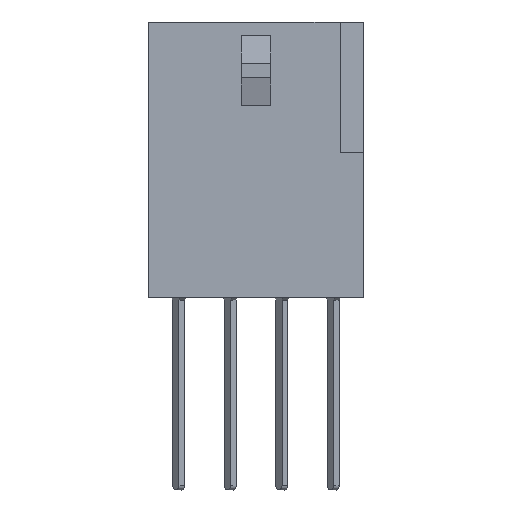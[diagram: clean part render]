
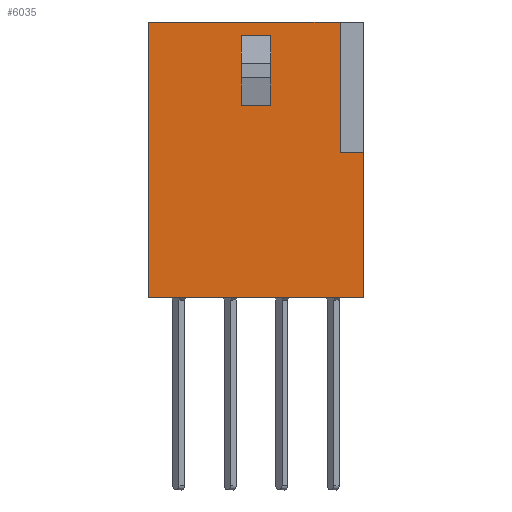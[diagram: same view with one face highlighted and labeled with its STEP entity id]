
A CAD part, top view. The second image highlights one B-rep face of the part: STEP entity #6035.
In plain terms, the highlighted planar face has unit normal (0, 0, 1).
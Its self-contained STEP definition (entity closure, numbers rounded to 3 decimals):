
#106 = CARTESIAN_POINT ( 'NONE',  ( 4.801, 8.992, 2.54 ) ) ;
#144 = ORIENTED_EDGE ( 'NONE', *, *, #5643, .F. ) ;
#213 = ORIENTED_EDGE ( 'NONE', *, *, #879, .F. ) ;
#215 = CARTESIAN_POINT ( 'NONE',  ( 12.408, 0., 2.54 ) ) ;
#273 = VERTEX_POINT ( 'NONE', #4477 ) ;
#288 = CARTESIAN_POINT ( 'NONE',  ( 7.087, 8.992, 2.54 ) ) ;
#300 = CARTESIAN_POINT ( 'NONE',  ( 14.211, 0., 2.54 ) ) ;
#381 = VECTOR ( 'NONE', #6846, 1000. ) ;
#436 = LINE ( 'NONE', #2628, #5842 ) ;
#469 = VERTEX_POINT ( 'NONE', #971 ) ;
#522 = CARTESIAN_POINT ( 'NONE',  ( -2.324, -11.176, 2.54 ) ) ;
#540 = VERTEX_POINT ( 'NONE', #300 ) ;
#571 = LINE ( 'NONE', #3119, #4777 ) ;
#601 = FACE_BOUND ( 'NONE', #2887, .T. ) ;
#650 = EDGE_CURVE ( 'NONE', #1784, #4451, #571, .T. ) ;
#692 = VECTOR ( 'NONE', #2905, 1000. ) ;
#790 = EDGE_LOOP ( 'NONE', ( #6320, #144, #3572, #5404, #3618, #6826 ) ) ;
#879 = EDGE_CURVE ( 'NONE', #6226, #1565, #3769, .T. ) ;
#971 = CARTESIAN_POINT ( 'NONE',  ( 14.211, -11.176, 2.54 ) ) ;
#1104 = VERTEX_POINT ( 'NONE', #5275 ) ;
#1346 = EDGE_CURVE ( 'NONE', #1104, #1565, #5551, .T. ) ;
#1354 = VECTOR ( 'NONE', #5561, 1000. ) ;
#1449 = CARTESIAN_POINT ( 'NONE',  ( 12.408, 10.033, 2.54 ) ) ;
#1565 = VERTEX_POINT ( 'NONE', #3872 ) ;
#1784 = VERTEX_POINT ( 'NONE', #6974 ) ;
#1790 = LINE ( 'NONE', #3865, #1354 ) ;
#2034 = FACE_OUTER_BOUND ( 'NONE', #790, .T. ) ;
#2145 = EDGE_CURVE ( 'NONE', #2743, #1784, #3404, .T. ) ;
#2361 = CARTESIAN_POINT ( 'NONE',  ( 9.32, 3.608, 2.54 ) ) ;
#2445 = CARTESIAN_POINT ( 'NONE',  ( 9.32, 8.991, 2.54 ) ) ;
#2628 = CARTESIAN_POINT ( 'NONE',  ( 14.211, -11.176, 2.54 ) ) ;
#2639 = VERTEX_POINT ( 'NONE', #215 ) ;
#2700 = DIRECTION ( 'NONE',  ( 0., 0., 1. ) ) ;
#2706 = DIRECTION ( 'NONE',  ( 0., 1., 0. ) ) ;
#2719 = EDGE_CURVE ( 'NONE', #273, #6226, #4659, .T. ) ;
#2743 = VERTEX_POINT ( 'NONE', #2943 ) ;
#2761 = CARTESIAN_POINT ( 'NONE',  ( -2.324, -11.176, 2.54 ) ) ;
#2887 = EDGE_LOOP ( 'NONE', ( #5032, #213, #4791, #6493 ) ) ;
#2905 = DIRECTION ( 'NONE',  ( 0., 1., 0. ) ) ;
#2943 = CARTESIAN_POINT ( 'NONE',  ( -2.324, -11.176, 2.54 ) ) ;
#3119 = CARTESIAN_POINT ( 'NONE',  ( -2.324, 10.033, 2.54 ) ) ;
#3191 = VECTOR ( 'NONE', #3340, 1000. ) ;
#3309 = VECTOR ( 'NONE', #2706, 1000. ) ;
#3340 = DIRECTION ( 'NONE',  ( 0., -1., 0. ) ) ;
#3404 = LINE ( 'NONE', #4371, #3309 ) ;
#3572 = ORIENTED_EDGE ( 'NONE', *, *, #650, .F. ) ;
#3618 = ORIENTED_EDGE ( 'NONE', *, *, #5575, .T. ) ;
#3769 = LINE ( 'NONE', #106, #6943 ) ;
#3855 = DIRECTION ( 'NONE',  ( 0., -1., 0. ) ) ;
#3865 = CARTESIAN_POINT ( 'NONE',  ( -2.324, 0., 2.54 ) ) ;
#3872 = CARTESIAN_POINT ( 'NONE',  ( 4.801, 3.608, 2.54 ) ) ;
#4302 = VECTOR ( 'NONE', #4310, 1000. ) ;
#4310 = DIRECTION ( 'NONE',  ( 1., 0., 0. ) ) ;
#4371 = CARTESIAN_POINT ( 'NONE',  ( -2.324, -11.176, 2.54 ) ) ;
#4451 = VERTEX_POINT ( 'NONE', #1449 ) ;
#4477 = CARTESIAN_POINT ( 'NONE',  ( 7.087, 8.991, 2.54 ) ) ;
#4659 = LINE ( 'NONE', #2445, #381 ) ;
#4666 = CARTESIAN_POINT ( 'NONE',  ( 4.801, 8.991, 2.54 ) ) ;
#4777 = VECTOR ( 'NONE', #6365, 1000. ) ;
#4791 = ORIENTED_EDGE ( 'NONE', *, *, #2719, .F. ) ;
#4812 = LINE ( 'NONE', #288, #692 ) ;
#5032 = ORIENTED_EDGE ( 'NONE', *, *, #1346, .T. ) ;
#5275 = CARTESIAN_POINT ( 'NONE',  ( 7.087, 3.608, 2.54 ) ) ;
#5404 = ORIENTED_EDGE ( 'NONE', *, *, #2145, .F. ) ;
#5551 = LINE ( 'NONE', #2361, #6576 ) ;
#5557 = EDGE_CURVE ( 'NONE', #469, #540, #436, .T. ) ;
#5561 = DIRECTION ( 'NONE',  ( 1., 0., 0. ) ) ;
#5575 = EDGE_CURVE ( 'NONE', #2743, #469, #6890, .T. ) ;
#5643 = EDGE_CURVE ( 'NONE', #4451, #2639, #6024, .T. ) ;
#5770 = EDGE_CURVE ( 'NONE', #1104, #273, #4812, .T. ) ;
#5842 = VECTOR ( 'NONE', #6482, 1000. ) ;
#5998 = PLANE ( 'NONE',  #6031 ) ;
#6015 = CARTESIAN_POINT ( 'NONE',  ( 12.408, 48.54, 2.54 ) ) ;
#6024 = LINE ( 'NONE', #6015, #3191 ) ;
#6031 = AXIS2_PLACEMENT_3D ( 'NONE', #2761, #2700, #6453 ) ;
#6035 = ADVANCED_FACE ( 'NONE', ( #601, #2034 ), #5998, .T. ) ;
#6130 = EDGE_CURVE ( 'NONE', #2639, #540, #1790, .T. ) ;
#6197 = DIRECTION ( 'NONE',  ( -1., 0., 0. ) ) ;
#6226 = VERTEX_POINT ( 'NONE', #4666 ) ;
#6320 = ORIENTED_EDGE ( 'NONE', *, *, #6130, .F. ) ;
#6365 = DIRECTION ( 'NONE',  ( 1., 0., 0. ) ) ;
#6453 = DIRECTION ( 'NONE',  ( 1., 0., 0. ) ) ;
#6482 = DIRECTION ( 'NONE',  ( 0., 1., 0. ) ) ;
#6493 = ORIENTED_EDGE ( 'NONE', *, *, #5770, .F. ) ;
#6576 = VECTOR ( 'NONE', #6197, 1000. ) ;
#6826 = ORIENTED_EDGE ( 'NONE', *, *, #5557, .T. ) ;
#6846 = DIRECTION ( 'NONE',  ( -1., 0., 0. ) ) ;
#6890 = LINE ( 'NONE', #522, #4302 ) ;
#6943 = VECTOR ( 'NONE', #3855, 1000. ) ;
#6974 = CARTESIAN_POINT ( 'NONE',  ( -2.324, 10.033, 2.54 ) ) ;
